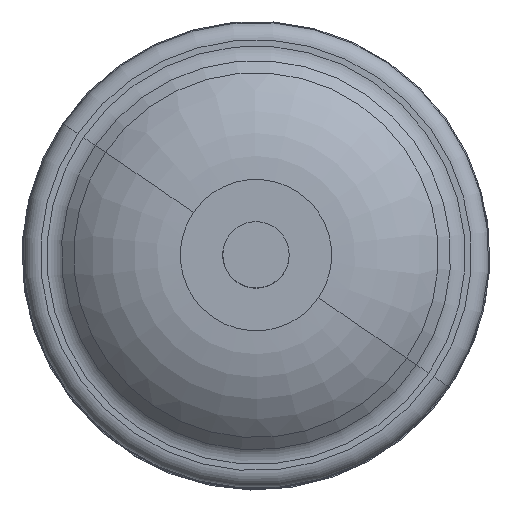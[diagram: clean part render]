
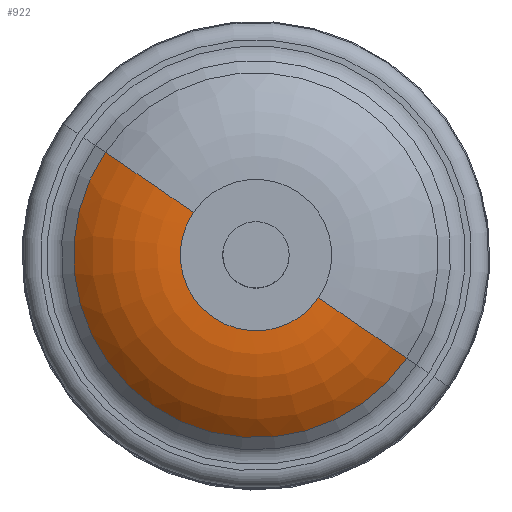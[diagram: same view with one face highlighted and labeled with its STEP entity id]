
A CAD part, top view. The second image highlights one B-rep face of the part: STEP entity #922.
In plain terms, the highlighted toroidal (fillet/blend) face has major radius 10.84 mm and minor radius 22 mm.
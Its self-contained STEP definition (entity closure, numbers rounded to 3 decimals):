
#16 = VERTEX_POINT ( 'NONE', #569 ) ;
#26 = EDGE_CURVE ( 'NONE', #16, #585, #1075, .T. ) ;
#89 = ORIENTED_EDGE ( 'NONE', *, *, #554, .F. ) ;
#91 = AXIS2_PLACEMENT_3D ( 'NONE', #1128, #894, #1345 ) ;
#167 = AXIS2_PLACEMENT_3D ( 'NONE', #682, #886, #789 ) ;
#182 = AXIS2_PLACEMENT_3D ( 'NONE', #527, #1324, #956 ) ;
#323 = CIRCLE ( 'NONE', #1279, 26.123 ) ;
#356 = EDGE_CURVE ( 'NONE', #913, #905, #367, .T. ) ;
#367 = CIRCLE ( 'NONE', #1169, 22. ) ;
#444 = EDGE_CURVE ( 'NONE', #16, #913, #1389, .T. ) ;
#487 = ORIENTED_EDGE ( 'NONE', *, *, #26, .F. ) ;
#527 = CARTESIAN_POINT ( 'NONE',  ( 0., 0., 87.3 ) ) ;
#554 = EDGE_CURVE ( 'NONE', #585, #905, #323, .T. ) ;
#559 = EDGE_LOOP ( 'NONE', ( #487, #1372, #945, #89 ) ) ;
#569 = CARTESIAN_POINT ( 'NONE',  ( 8.953, -6.112, 87.3 ) ) ;
#579 = FACE_OUTER_BOUND ( 'NONE', #559, .T. ) ;
#585 = VERTEX_POINT ( 'NONE', #1252 ) ;
#606 = CARTESIAN_POINT ( 'NONE',  ( -8.953, 6.112, 65.3 ) ) ;
#631 = CARTESIAN_POINT ( 'NONE',  ( 0., 0., 81.125 ) ) ;
#682 = CARTESIAN_POINT ( 'NONE',  ( 0., 0., 65.3 ) ) ;
#789 = DIRECTION ( 'NONE',  ( -0.826, 0.564, 0. ) ) ;
#886 = DIRECTION ( 'NONE',  ( 0., 0., -1. ) ) ;
#894 = DIRECTION ( 'NONE',  ( 0.564, 0.826, 0. ) ) ;
#905 = VERTEX_POINT ( 'NONE', #1224 ) ;
#909 = CARTESIAN_POINT ( 'NONE',  ( -8.953, 6.112, 87.3 ) ) ;
#913 = VERTEX_POINT ( 'NONE', #909 ) ;
#922 = ADVANCED_FACE ( 'NONE', ( #579 ), #1412, .T. ) ;
#945 = ORIENTED_EDGE ( 'NONE', *, *, #356, .T. ) ;
#956 = DIRECTION ( 'NONE',  ( -0.826, 0.564, 0. ) ) ;
#1066 = DIRECTION ( 'NONE',  ( 0., 0., -1. ) ) ;
#1075 = CIRCLE ( 'NONE', #91, 22. ) ;
#1128 = CARTESIAN_POINT ( 'NONE',  ( 8.953, -6.112, 65.3 ) ) ;
#1169 = AXIS2_PLACEMENT_3D ( 'NONE', #606, #1399, #1394 ) ;
#1224 = CARTESIAN_POINT ( 'NONE',  ( -21.575, 14.728, 81.125 ) ) ;
#1252 = CARTESIAN_POINT ( 'NONE',  ( 21.575, -14.728, 81.125 ) ) ;
#1279 = AXIS2_PLACEMENT_3D ( 'NONE', #631, #1066, #1309 ) ;
#1309 = DIRECTION ( 'NONE',  ( -0.826, 0.564, 0. ) ) ;
#1324 = DIRECTION ( 'NONE',  ( 0., 0., -1. ) ) ;
#1345 = DIRECTION ( 'NONE',  ( -0.826, 0.564, 0. ) ) ;
#1372 = ORIENTED_EDGE ( 'NONE', *, *, #444, .T. ) ;
#1389 = CIRCLE ( 'NONE', #182, 10.84 ) ;
#1394 = DIRECTION ( 'NONE',  ( 0.826, -0.564, 0. ) ) ;
#1399 = DIRECTION ( 'NONE',  ( -0.564, -0.826, 0. ) ) ;
#1412 = TOROIDAL_SURFACE ( 'NONE', #167, 10.84, 22. ) ;
